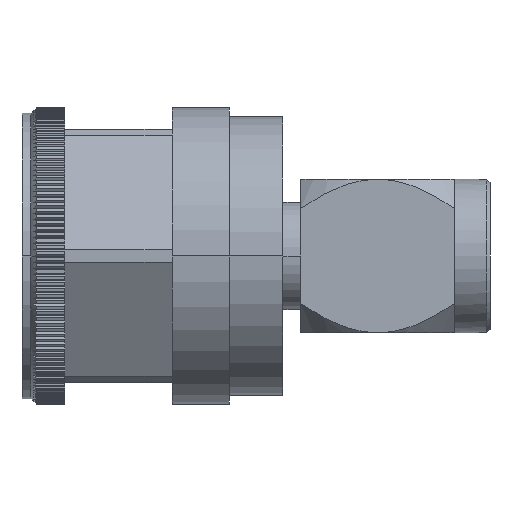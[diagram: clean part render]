
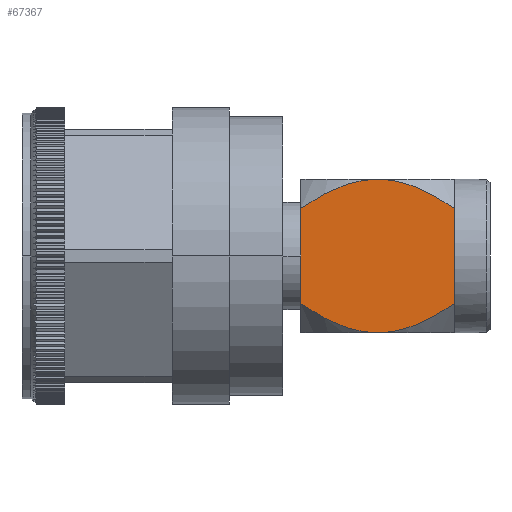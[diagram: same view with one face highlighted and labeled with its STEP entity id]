
A CAD part, front view. The second image highlights one B-rep face of the part: STEP entity #67367.
In plain terms, the highlighted planar face has unit normal (0, -1, 0).
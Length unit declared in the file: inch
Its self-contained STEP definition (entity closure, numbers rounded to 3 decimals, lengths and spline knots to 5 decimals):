
#313 = CARTESIAN_POINT ( 'NONE',  ( 1.21, -0.25, -0.215 ) ) ;
#382 = CARTESIAN_POINT ( 'NONE',  ( 1.09066, -0.25, 0.19783 ) ) ;
#2004 = B_SPLINE_CURVE_WITH_KNOTS ( 'NONE', 3,
 ( #25501, #19113, #56862, #8067, #40855, #51883, #24818, #14805, #57910, #9123 ),
 .UNSPECIFIED., .F., .F.,
 ( 4, 2, 2, 2, 4 ),
 ( 0.00798, 0.01093, 0.0124, 0.01314, 0.01387 ),
 .UNSPECIFIED. ) ;
#2999 = EDGE_CURVE ( 'NONE', #56558, #21600, #45140, .T. ) ;
#3415 = CARTESIAN_POINT ( 'NONE',  ( 0.98526, -0.25, 0.215 ) ) ;
#5773 = ORIENTED_EDGE ( 'NONE', *, *, #16410, .T. ) ;
#6071 = ORIENTED_EDGE ( 'NONE', *, *, #11328, .F. ) ;
#6406 = EDGE_CURVE ( 'NONE', #8159, #45384, #70073, .T. ) ;
#7083 = PLANE ( 'NONE',  #42753 ) ;
#8067 = CARTESIAN_POINT ( 'NONE',  ( 0.89926, -0.25, -0.1978 ) ) ;
#8159 = VERTEX_POINT ( 'NONE', #65844 ) ;
#8773 = CARTESIAN_POINT ( 'NONE',  ( 0.95598, -0.25, 0.21218 ) ) ;
#9123 = CARTESIAN_POINT ( 'NONE',  ( 0.995, -0.25, -0.215 ) ) ;
#10032 = CARTESIAN_POINT ( 'NONE',  ( 1.01441, -0.25, 0.21444 ) ) ;
#11328 = EDGE_CURVE ( 'NONE', #21600, #15501, #39446, .T. ) ;
#11606 = EDGE_CURVE ( 'NONE', #8159, #56558, #17415, .T. ) ;
#11643 = CARTESIAN_POINT ( 'NONE',  ( 0.78, -0.25, -0.215 ) ) ;
#14112 = CARTESIAN_POINT ( 'NONE',  ( 0.78, -0.25, 0.13281 ) ) ;
#14681 = VECTOR ( 'NONE', #21267, 39.37008 ) ;
#14783 = ORIENTED_EDGE ( 'NONE', *, *, #63093, .T. ) ;
#14805 = CARTESIAN_POINT ( 'NONE',  ( 0.97551, -0.25, -0.21443 ) ) ;
#14807 = CARTESIAN_POINT ( 'NONE',  ( 0.97551, -0.25, 0.21443 ) ) ;
#15501 = VERTEX_POINT ( 'NONE', #62449 ) ;
#15714 = CARTESIAN_POINT ( 'NONE',  ( 1.00471, -0.25, 0.215 ) ) ;
#16164 = CARTESIAN_POINT ( 'NONE',  ( 1.21, -0.25, 0.13281 ) ) ;
#16410 = EDGE_CURVE ( 'NONE', #45384, #48106, #2004, .T. ) ;
#17415 = B_SPLINE_CURVE_WITH_KNOTS ( 'NONE', 3,
 ( #14112, #35860, #68951, #63605, #57563, #41558, #8773, #14807, #3415, #25166 ),
 .UNSPECIFIED., .F., .F.,
 ( 4, 2, 2, 2, 4 ),
 ( 0.00798, 0.01093, 0.0124, 0.01314, 0.01387 ),
 .UNSPECIFIED. ) ;
#17579 = CARTESIAN_POINT ( 'NONE',  ( 1.00471, -0.25, -0.215 ) ) ;
#17918 = CARTESIAN_POINT ( 'NONE',  ( 1.21, -0.25, -0.13281 ) ) ;
#19113 = CARTESIAN_POINT ( 'NONE',  ( 0.81191, -0.25, -0.15493 ) ) ;
#19710 = ORIENTED_EDGE ( 'NONE', *, *, #2999, .F. ) ;
#21267 = DIRECTION ( 'NONE',  ( 0., 0., -1. ) ) ;
#21600 = VERTEX_POINT ( 'NONE', #16164 ) ;
#22795 = DIRECTION ( 'NONE',  ( 0., 0., 1. ) ) ;
#22942 = CARTESIAN_POINT ( 'NONE',  ( 1.01441, -0.25, -0.21444 ) ) ;
#23084 = ORIENTED_EDGE ( 'NONE', *, *, #6406, .T. ) ;
#24818 = CARTESIAN_POINT ( 'NONE',  ( 0.95598, -0.25, -0.21218 ) ) ;
#25166 = CARTESIAN_POINT ( 'NONE',  ( 0.995, -0.25, 0.215 ) ) ;
#25501 = CARTESIAN_POINT ( 'NONE',  ( 0.78, -0.25, -0.13281 ) ) ;
#25988 = CARTESIAN_POINT ( 'NONE',  ( 0.78, -0.25, -0.13281 ) ) ;
#27107 = CARTESIAN_POINT ( 'NONE',  ( 1.03378, -0.25, 0.21221 ) ) ;
#27553 = CARTESIAN_POINT ( 'NONE',  ( 1.12647, -0.25, -0.18275 ) ) ;
#28464 = FACE_OUTER_BOUND ( 'NONE', #35759, .T. ) ;
#31978 = VECTOR ( 'NONE', #33776, 39.37008 ) ;
#32465 = CARTESIAN_POINT ( 'NONE',  ( 1.21, -0.25, 0.13281 ) ) ;
#32920 = CARTESIAN_POINT ( 'NONE',  ( 1.04352, -0.25, -0.21054 ) ) ;
#33279 = CARTESIAN_POINT ( 'NONE',  ( 1.14391, -0.25, -0.17385 ) ) ;
#33776 = DIRECTION ( 'NONE',  ( 0., 0., -1. ) ) ;
#34802 = CARTESIAN_POINT ( 'NONE',  ( 1.21, -0.25, -0.215 ) ) ;
#35759 = EDGE_LOOP ( 'NONE', ( #23084, #5773, #14783, #6071, #19710, #60075 ) ) ;
#35860 = CARTESIAN_POINT ( 'NONE',  ( 0.81191, -0.25, 0.15493 ) ) ;
#37090 = CARTESIAN_POINT ( 'NONE',  ( 0.995, -0.25, 0.215 ) ) ;
#37448 = CARTESIAN_POINT ( 'NONE',  ( 1.17781, -0.25, 0.15433 ) ) ;
#38551 = CARTESIAN_POINT ( 'NONE',  ( 0.995, -0.25, 0.215 ) ) ;
#38615 = CARTESIAN_POINT ( 'NONE',  ( 1.03378, -0.25, -0.21221 ) ) ;
#39305 = CARTESIAN_POINT ( 'NONE',  ( 1.09066, -0.25, -0.19783 ) ) ;
#39446 = LINE ( 'NONE', #34802, #31978 ) ;
#40855 = CARTESIAN_POINT ( 'NONE',  ( 0.9176, -0.25, -0.20399 ) ) ;
#41558 = CARTESIAN_POINT ( 'NONE',  ( 0.94619, -0.25, 0.21048 ) ) ;
#42753 = AXIS2_PLACEMENT_3D ( 'NONE', #313, #50200, #22795 ) ;
#45140 = B_SPLINE_CURVE_WITH_KNOTS ( 'NONE', 3,
 ( #37090, #15714, #10032, #27107, #64513, #60228, #382, #54542, #49217, #37448, #69523, #32465 ),
 .UNSPECIFIED., .F., .F.,
 ( 4, 2, 2, 2, 2, 4 ),
 ( 0.01387, 0.01461, 0.01534, 0.01681, 0.01828, 0.01975 ),
 .UNSPECIFIED. ) ;
#45384 = VERTEX_POINT ( 'NONE', #25988 ) ;
#48106 = VERTEX_POINT ( 'NONE', #66541 ) ;
#49217 = CARTESIAN_POINT ( 'NONE',  ( 1.14391, -0.25, 0.17385 ) ) ;
#49301 = CARTESIAN_POINT ( 'NONE',  ( 1.17781, -0.25, -0.15433 ) ) ;
#50200 = DIRECTION ( 'NONE',  ( 0., 1., 0. ) ) ;
#50346 = CARTESIAN_POINT ( 'NONE',  ( 0.995, -0.25, -0.215 ) ) ;
#51883 = CARTESIAN_POINT ( 'NONE',  ( 0.94619, -0.25, -0.21048 ) ) ;
#54542 = CARTESIAN_POINT ( 'NONE',  ( 1.12647, -0.25, 0.18275 ) ) ;
#56558 = VERTEX_POINT ( 'NONE', #38551 ) ;
#56862 = CARTESIAN_POINT ( 'NONE',  ( 0.84578, -0.25, -0.17528 ) ) ;
#57563 = CARTESIAN_POINT ( 'NONE',  ( 0.9176, -0.25, 0.20399 ) ) ;
#57910 = CARTESIAN_POINT ( 'NONE',  ( 0.98526, -0.25, -0.215 ) ) ;
#60075 = ORIENTED_EDGE ( 'NONE', *, *, #11606, .F. ) ;
#60228 = CARTESIAN_POINT ( 'NONE',  ( 1.07224, -0.25, 0.20404 ) ) ;
#60264 = B_SPLINE_CURVE_WITH_KNOTS ( 'NONE', 3,
 ( #50346, #17579, #22942, #38615, #32920, #66393, #39305, #27553, #33279, #49301, #60314, #17918 ),
 .UNSPECIFIED., .F., .F.,
 ( 4, 2, 2, 2, 2, 4 ),
 ( 0.01387, 0.01461, 0.01534, 0.01681, 0.01828, 0.01975 ),
 .UNSPECIFIED. ) ;
#60314 = CARTESIAN_POINT ( 'NONE',  ( 1.19412, -0.25, -0.14382 ) ) ;
#62449 = CARTESIAN_POINT ( 'NONE',  ( 1.21, -0.25, -0.13281 ) ) ;
#63093 = EDGE_CURVE ( 'NONE', #48106, #15501, #60264, .T. ) ;
#63605 = CARTESIAN_POINT ( 'NONE',  ( 0.89926, -0.25, 0.1978 ) ) ;
#64513 = CARTESIAN_POINT ( 'NONE',  ( 1.04352, -0.25, 0.21054 ) ) ;
#65844 = CARTESIAN_POINT ( 'NONE',  ( 0.78, -0.25, 0.13281 ) ) ;
#66393 = CARTESIAN_POINT ( 'NONE',  ( 1.07224, -0.25, -0.20404 ) ) ;
#66541 = CARTESIAN_POINT ( 'NONE',  ( 0.995, -0.25, -0.215 ) ) ;
#67367 = ADVANCED_FACE ( 'NONE', ( #28464 ), #7083, .F. ) ;
#68951 = CARTESIAN_POINT ( 'NONE',  ( 0.84578, -0.25, 0.17528 ) ) ;
#69523 = CARTESIAN_POINT ( 'NONE',  ( 1.19412, -0.25, 0.14382 ) ) ;
#70073 = LINE ( 'NONE', #11643, #14681 ) ;
